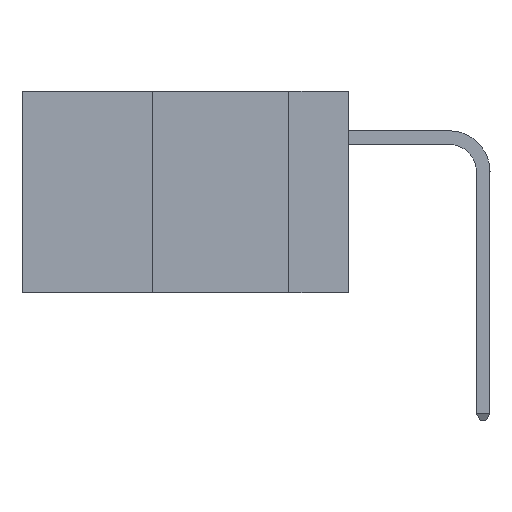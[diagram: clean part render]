
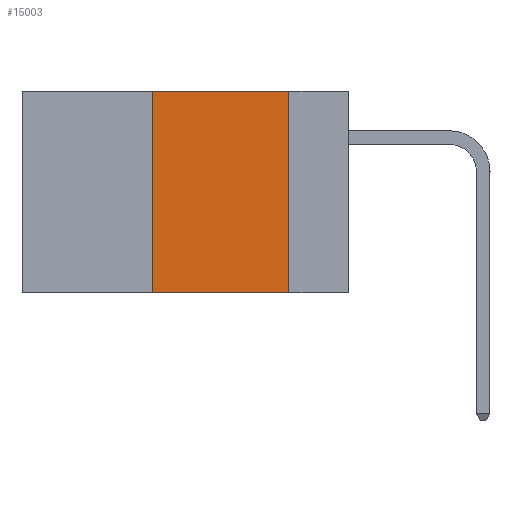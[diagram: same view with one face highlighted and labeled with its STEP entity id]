
A CAD part, left-side view. The second image highlights one B-rep face of the part: STEP entity #15003.
In plain terms, the highlighted planar face has unit normal (-1, 0, 0).
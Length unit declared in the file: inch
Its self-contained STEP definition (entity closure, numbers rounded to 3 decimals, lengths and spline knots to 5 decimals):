
#814 = ORIENTED_EDGE ( 'NONE', *, *, #3907, .F. ) ;
#2203 = CARTESIAN_POINT ( 'NONE',  ( 0., 0.6, 0. ) ) ;
#3907 = EDGE_CURVE ( 'NONE', #13527, #8731, #19884, .T. ) ;
#4027 = ORIENTED_EDGE ( 'NONE', *, *, #20407, .F. ) ;
#4065 = DIRECTION ( 'NONE',  ( 0., 0., -1. ) ) ;
#4679 = VERTEX_POINT ( 'NONE', #7147 ) ;
#5628 = CARTESIAN_POINT ( 'NONE',  ( 0., 0.11, 0. ) ) ;
#6254 = ORIENTED_EDGE ( 'NONE', *, *, #22478, .F. ) ;
#7147 = CARTESIAN_POINT ( 'NONE',  ( 0., 0.36, -0.37 ) ) ;
#7157 = EDGE_LOOP ( 'NONE', ( #4027, #814, #6254, #16435 ) ) ;
#7410 = DIRECTION ( 'NONE',  ( 0., 0., -1. ) ) ;
#7539 = LINE ( 'NONE', #5628, #11831 ) ;
#8672 = DIRECTION ( 'NONE',  ( 0., -1., 0. ) ) ;
#8731 = VERTEX_POINT ( 'NONE', #16691 ) ;
#10422 = VECTOR ( 'NONE', #11395, 39.37008 ) ;
#10652 = VECTOR ( 'NONE', #8672, 39.37008 ) ;
#11317 = VERTEX_POINT ( 'NONE', #18322 ) ;
#11395 = DIRECTION ( 'NONE',  ( 0., -1., 0. ) ) ;
#11831 = VECTOR ( 'NONE', #7410, 39.37008 ) ;
#12796 = EDGE_CURVE ( 'NONE', #4679, #11317, #15476, .T. ) ;
#13527 = VERTEX_POINT ( 'NONE', #17720 ) ;
#13818 = DIRECTION ( 'NONE',  ( 0., 0., 1. ) ) ;
#13834 = CARTESIAN_POINT ( 'NONE',  ( 0., 0.6, 0. ) ) ;
#14905 = DIRECTION ( 'NONE',  ( 1., 0., 0. ) ) ;
#15003 = ADVANCED_FACE ( 'NONE', ( #19769 ), #20076, .F. ) ;
#15476 = LINE ( 'NONE', #15910, #10652 ) ;
#15910 = CARTESIAN_POINT ( 'NONE',  ( 0., 0.6, -0.37 ) ) ;
#16435 = ORIENTED_EDGE ( 'NONE', *, *, #12796, .T. ) ;
#16691 = CARTESIAN_POINT ( 'NONE',  ( 0., 0.11, 0. ) ) ;
#17720 = CARTESIAN_POINT ( 'NONE',  ( 0., 0.36, 0. ) ) ;
#18174 = LINE ( 'NONE', #22492, #22165 ) ;
#18322 = CARTESIAN_POINT ( 'NONE',  ( 0., 0.11, -0.37 ) ) ;
#19769 = FACE_OUTER_BOUND ( 'NONE', #7157, .T. ) ;
#19884 = LINE ( 'NONE', #13834, #10422 ) ;
#20076 = PLANE ( 'NONE',  #22221 ) ;
#20407 = EDGE_CURVE ( 'NONE', #8731, #11317, #7539, .T. ) ;
#22165 = VECTOR ( 'NONE', #13818, 39.37008 ) ;
#22221 = AXIS2_PLACEMENT_3D ( 'NONE', #2203, #14905, #4065 ) ;
#22478 = EDGE_CURVE ( 'NONE', #4679, #13527, #18174, .T. ) ;
#22492 = CARTESIAN_POINT ( 'NONE',  ( 0., 0.36, 0. ) ) ;
